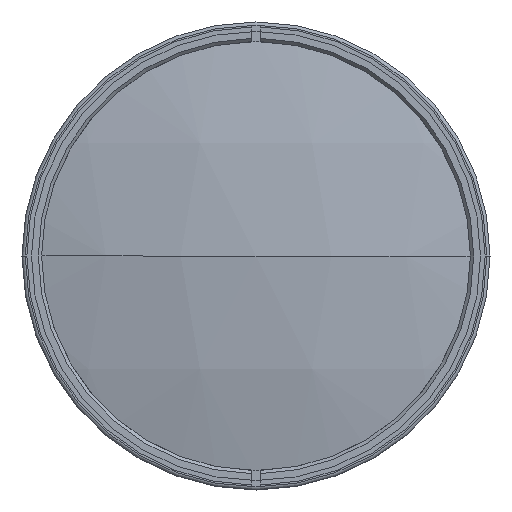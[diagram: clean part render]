
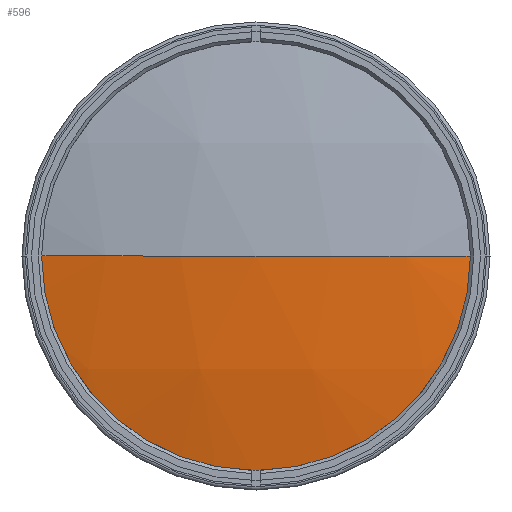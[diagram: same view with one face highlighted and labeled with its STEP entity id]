
A CAD part, left-side view. The second image highlights one B-rep face of the part: STEP entity #596.
In plain terms, the highlighted spherical face has radius 300.64 mm.
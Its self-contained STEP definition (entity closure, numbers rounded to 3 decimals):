
#245 = EDGE_CURVE ( 'NONE', #4066, #3925, #2481, .T. ) ;
#596 = ADVANCED_FACE ( 'NONE', ( #4339 ), #4389, .T. ) ;
#830 = DIRECTION ( 'NONE',  ( 0., 0., 1. ) ) ;
#1029 = DIRECTION ( 'NONE',  ( 0., 1., 0. ) ) ;
#1241 = DIRECTION ( 'NONE',  ( 0., 0., -1. ) ) ;
#1477 = CIRCLE ( 'NONE', #2203, 68.5 ) ;
#1537 = CIRCLE ( 'NONE', #2628, 300.64 ) ;
#1620 = AXIS2_PLACEMENT_3D ( 'NONE', #3771, #2746, #1029 ) ;
#1726 = CARTESIAN_POINT ( 'NONE',  ( -270.092, -68.5, 0. ) ) ;
#1816 = DIRECTION ( 'NONE',  ( -1., 0., 0. ) ) ;
#1909 = EDGE_CURVE ( 'NONE', #4308, #3925, #1537, .T. ) ;
#2192 = CARTESIAN_POINT ( 'NONE',  ( -270.092, 0., 0. ) ) ;
#2203 = AXIS2_PLACEMENT_3D ( 'NONE', #2192, #1816, #3901 ) ;
#2208 = CARTESIAN_POINT ( 'NONE',  ( 22.64, 0., 0. ) ) ;
#2278 = DIRECTION ( 'NONE',  ( 0., 1., 0. ) ) ;
#2428 = ORIENTED_EDGE ( 'NONE', *, *, #3159, .T. ) ;
#2481 = CIRCLE ( 'NONE', #1620, 300.64 ) ;
#2628 = AXIS2_PLACEMENT_3D ( 'NONE', #2208, #830, #3155 ) ;
#2746 = DIRECTION ( 'NONE',  ( 0., 0., -1. ) ) ;
#2975 = ORIENTED_EDGE ( 'NONE', *, *, #245, .T. ) ;
#3155 = DIRECTION ( 'NONE',  ( 0., -1., 0. ) ) ;
#3159 = EDGE_CURVE ( 'NONE', #4308, #4066, #1477, .T. ) ;
#3620 = CARTESIAN_POINT ( 'NONE',  ( 22.64, 0., 0. ) ) ;
#3672 = CARTESIAN_POINT ( 'NONE',  ( -270.092, 68.5, 0. ) ) ;
#3681 = ORIENTED_EDGE ( 'NONE', *, *, #1909, .F. ) ;
#3771 = CARTESIAN_POINT ( 'NONE',  ( 22.64, 0., 0. ) ) ;
#3794 = AXIS2_PLACEMENT_3D ( 'NONE', #3620, #1241, #2278 ) ;
#3901 = DIRECTION ( 'NONE',  ( 0., 0., 1. ) ) ;
#3925 = VERTEX_POINT ( 'NONE', #4416 ) ;
#4066 = VERTEX_POINT ( 'NONE', #1726 ) ;
#4291 = EDGE_LOOP ( 'NONE', ( #2428, #2975, #3681 ) ) ;
#4308 = VERTEX_POINT ( 'NONE', #3672 ) ;
#4339 = FACE_OUTER_BOUND ( 'NONE', #4291, .T. ) ;
#4389 = SPHERICAL_SURFACE ( 'NONE', #3794, 300.64 ) ;
#4416 = CARTESIAN_POINT ( 'NONE',  ( -278., 0., 0. ) ) ;
